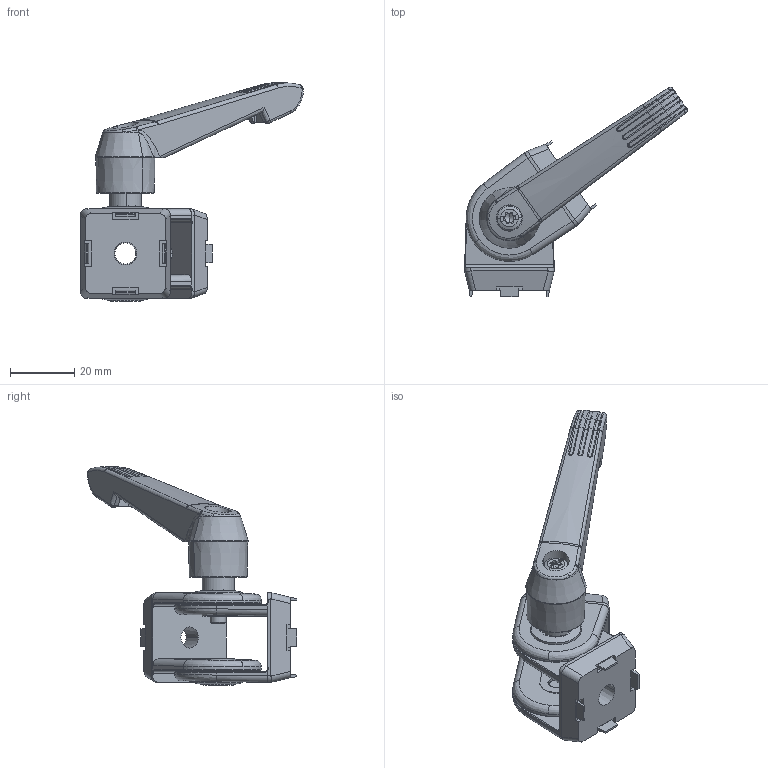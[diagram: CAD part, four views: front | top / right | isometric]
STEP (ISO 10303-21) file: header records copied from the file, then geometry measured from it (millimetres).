
FILE_DESCRIPTION (( 'STEP AP203' ), '1' );
FILE_NAME ('148932.step', '2021-06-03T16:09:33', ( '' ), ( '' ), 'SwSTEP 2.0', 'SolidWorks 2021', '' );
FILE_SCHEMA (( 'CONFIG_CONTROL_DESIGN' ));
Length unit declared in the file: millimetre
Products named in the file (1): 148932
Bounding box: 69.59 x 65.31 x 68.34 mm (x, y, z)
Volume: 26042.7 mm3; surface area: 19027.1 mm2
Topology: 8 solids, 9 shells, 640 faces, 1580 edges, 973 vertices
Faces by surface type: plane 213, cylinder 142, bspline 130, torus 93, cone 52, sphere 10
Entity records: 25666 total; most frequent: CARTESIAN_POINT 11616, ORIENTED_EDGE 3124, DIRECTION 2642, EDGE_CURVE 1562, AXIS2_PLACEMENT_3D 1022, VERTEX_POINT 970, EDGE_LOOP 688, FACE_OUTER_BOUND 640
